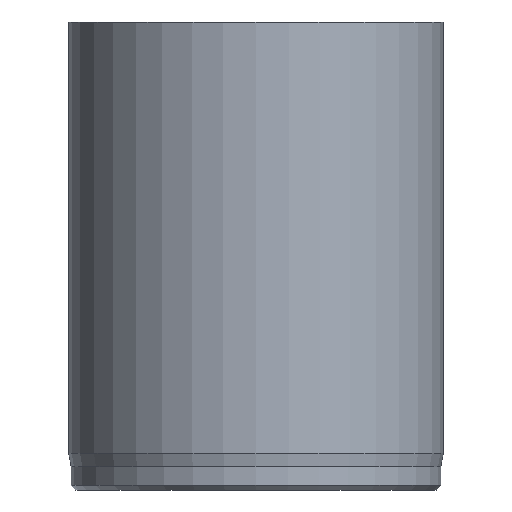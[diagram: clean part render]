
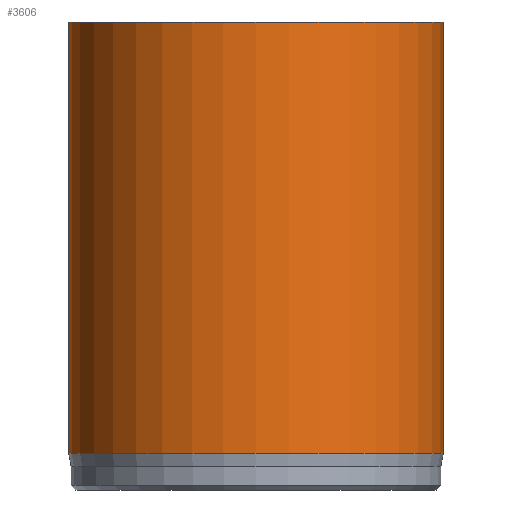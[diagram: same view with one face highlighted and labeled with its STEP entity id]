
A CAD part, front view. The second image highlights one B-rep face of the part: STEP entity #3606.
In plain terms, the highlighted cylindrical face has radius 8 mm (diameter 16 mm), a full revolution.
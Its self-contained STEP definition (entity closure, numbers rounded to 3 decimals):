
#31=CYLINDRICAL_SURFACE('',#3778,8.);
#45=CIRCLE('',#3752,8.);
#57=CIRCLE('',#3776,8.);
#58=CIRCLE('',#3777,8.);
#280=FACE_OUTER_BOUND('',#499,.T.);
#499=EDGE_LOOP('',(#2965,#2966,#2967,#2968,#2969));
#722=LINE('',#6516,#955);
#955=VECTOR('',#4081,8.);
#1554=VERTEX_POINT('',#6468);
#1566=VERTEX_POINT('',#6510);
#1567=VERTEX_POINT('',#6511);
#2035=EDGE_CURVE('',#1554,#1554,#45,.T.);
#2053=EDGE_CURVE('',#1566,#1567,#57,.T.);
#2054=EDGE_CURVE('',#1567,#1566,#58,.T.);
#2056=EDGE_CURVE('',#1554,#1566,#722,.T.);
#2965=ORIENTED_EDGE('',*,*,#2035,.T.);
#2966=ORIENTED_EDGE('',*,*,#2056,.T.);
#2967=ORIENTED_EDGE('',*,*,#2053,.T.);
#2968=ORIENTED_EDGE('',*,*,#2054,.T.);
#2969=ORIENTED_EDGE('',*,*,#2056,.F.);
#3606=ADVANCED_FACE('',(#280),#31,.T.);
#3752=AXIS2_PLACEMENT_3D('',#6469,#4020,#4021);
#3776=AXIS2_PLACEMENT_3D('',#6512,#4074,#4075);
#3777=AXIS2_PLACEMENT_3D('',#6513,#4076,#4077);
#3778=AXIS2_PLACEMENT_3D('',#6515,#4079,#4080);
#4020=DIRECTION('center_axis',(0.,0.,-1.));
#4021=DIRECTION('ref_axis',(-1.,0.,0.));
#4074=DIRECTION('center_axis',(0.,0.,1.));
#4075=DIRECTION('ref_axis',(-1.,0.,0.));
#4076=DIRECTION('center_axis',(0.,0.,1.));
#4077=DIRECTION('ref_axis',(-1.,0.,0.));
#4079=DIRECTION('center_axis',(0.,0.,1.));
#4080=DIRECTION('ref_axis',(-1.,0.,0.));
#4081=DIRECTION('',(0.,0.,-1.));
#6468=CARTESIAN_POINT('',(8.,0.,20.));
#6469=CARTESIAN_POINT('Origin',(0.,0.,20.));
#6510=CARTESIAN_POINT('',(8.,0.,1.567));
#6511=CARTESIAN_POINT('',(-8.,0.,1.567));
#6512=CARTESIAN_POINT('Origin',(0.,0.,1.567));
#6513=CARTESIAN_POINT('Origin',(0.,0.,1.567));
#6515=CARTESIAN_POINT('Origin',(0.,0.,0.));
#6516=CARTESIAN_POINT('',(8.,0.,0.));
